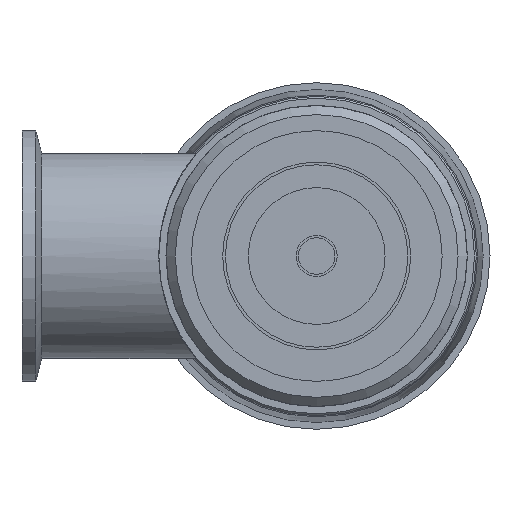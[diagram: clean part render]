
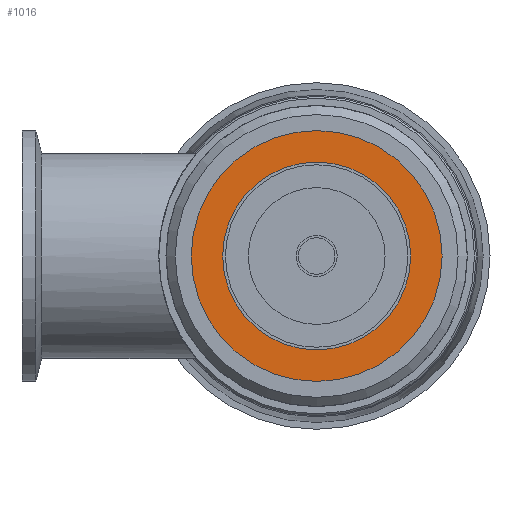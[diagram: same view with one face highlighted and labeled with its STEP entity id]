
A CAD part, front view. The second image highlights one B-rep face of the part: STEP entity #1016.
In plain terms, the highlighted planar face has unit normal (0, -1, 0).
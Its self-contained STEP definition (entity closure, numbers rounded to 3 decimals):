
#1016=ADVANCED_FACE('',(#2055,#2057),#2059,.T.);
#2055=FACE_BOUND('',#2056,.T.);
#2056=EDGE_LOOP('',(#2499));
#2057=FACE_BOUND('',#2058,.T.);
#2058=EDGE_LOOP('',(#2500));
#2059=PLANE('',#2060);
#2060=AXIS2_PLACEMENT_3D('',#2061,#2062,#2063);
#2061=CARTESIAN_POINT('',(0.,-40.,0.));
#2062=DIRECTION('',(0.,-1.,0.));
#2063=DIRECTION('',(1.,0.,0.));
#2499=ORIENTED_EDGE('',*,*,#2736,.T.);
#2500=ORIENTED_EDGE('',*,*,#2735,.F.);
#2735=EDGE_CURVE('',#3131,#3131,#3132,.T.);
#2736=EDGE_CURVE('',#3133,#3133,#3134,.T.);
#3131=VERTEX_POINT('',#5283);
#3132=CIRCLE('',#5284,20.6);
#3133=VERTEX_POINT('',#5288);
#3134=CIRCLE('',#5289,27.5);
#5283=CARTESIAN_POINT('',(20.6,-40.,0.));
#5284=AXIS2_PLACEMENT_3D('',#5285,#5286,#5287);
#5285=CARTESIAN_POINT('',(0.,-40.,0.));
#5286=DIRECTION('',(0.,-1.,0.));
#5287=DIRECTION('',(1.,0.,0.));
#5288=CARTESIAN_POINT('',(27.5,-40.,0.));
#5289=AXIS2_PLACEMENT_3D('',#5290,#5291,#5292);
#5290=CARTESIAN_POINT('',(0.,-40.,0.));
#5291=DIRECTION('',(0.,-1.,0.));
#5292=DIRECTION('',(1.,0.,0.));
